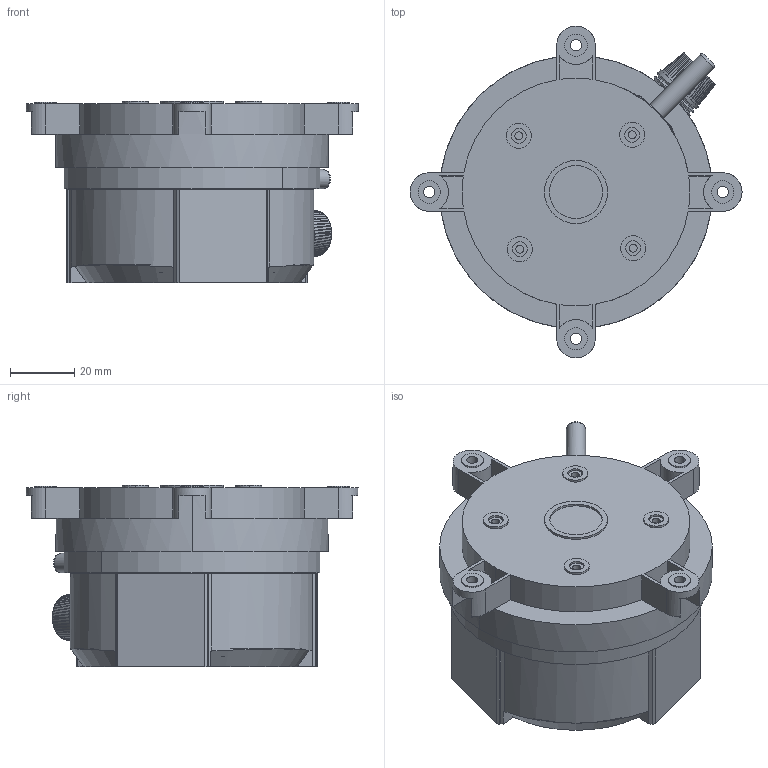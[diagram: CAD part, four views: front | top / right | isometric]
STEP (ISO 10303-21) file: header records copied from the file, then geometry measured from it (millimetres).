
FILE_DESCRIPTION (( 'STEP AP203' ), '1' );
FILE_NAME ('×°ÅäÌå1.STEP', '2023-01-05T09:08:22', ( '' ), ( '' ), 'SwSTEP 2.0', 'SolidWorks 2018', '' );
FILE_SCHEMA (( 'CONFIG_CONTROL_DESIGN' ));
Length unit declared in the file: millimetre
Products named in the file (5): 錨璃1; 线塞; 錨璃4; 蚾饜极1; 錨璃2
Assembly tree (4 placements, depth 2):
  蚾饜极1
    錨璃1
    錨璃2
    线塞
    錨璃4
Bounding box: 103.5 x 103.5 x 56.48 mm (x, y, z)
Volume: 164777.8 mm3; surface area: 71379.8 mm2
Topology: 5 solids, 5 shells, 805 faces, 2205 edges, 1455 vertices
Faces by surface type: plane 546, cylinder 138, bspline 96, cone 21, torus 4
Entity records: 33231 total; most frequent: CARTESIAN_POINT 13017, ORIENTED_EDGE 4410, DIRECTION 3668, EDGE_CURVE 2205, VERTEX_POINT 1455, AXIS2_PLACEMENT_3D 1260, LINE 1148, VECTOR 1148
